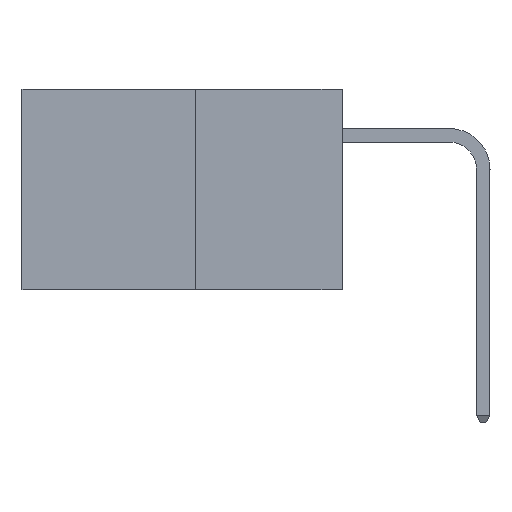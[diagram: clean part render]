
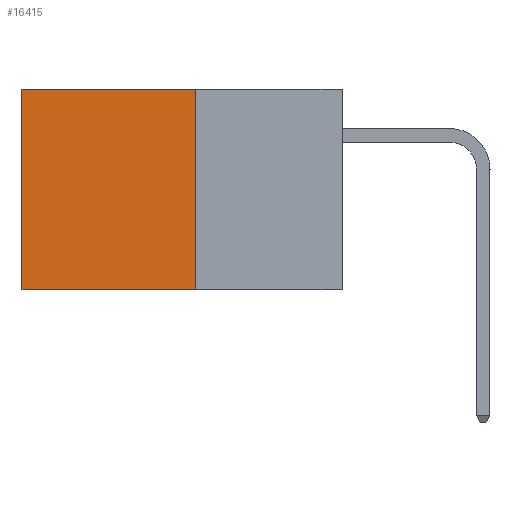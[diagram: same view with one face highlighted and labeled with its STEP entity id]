
A CAD part, left-side view. The second image highlights one B-rep face of the part: STEP entity #16415.
In plain terms, the highlighted planar face has unit normal (-1, 0, 0).
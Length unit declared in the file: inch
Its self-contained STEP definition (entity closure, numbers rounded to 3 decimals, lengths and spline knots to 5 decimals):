
#128 = VECTOR ( 'NONE', #4383, 39.37008 ) ;
#308 = CARTESIAN_POINT ( 'NONE',  ( 0.277, 0.27, -0.37 ) ) ;
#735 = LINE ( 'NONE', #10994, #8860 ) ;
#950 = ORIENTED_EDGE ( 'NONE', *, *, #7217, .T. ) ;
#1435 = ORIENTED_EDGE ( 'NONE', *, *, #15915, .F. ) ;
#1825 = DIRECTION ( 'NONE',  ( 0., 0., -1. ) ) ;
#2151 = ORIENTED_EDGE ( 'NONE', *, *, #17508, .F. ) ;
#2641 = EDGE_CURVE ( 'NONE', #10443, #7592, #735, .T. ) ;
#3573 = DIRECTION ( 'NONE',  ( 0., 0., -1. ) ) ;
#4229 = LINE ( 'NONE', #13455, #128 ) ;
#4383 = DIRECTION ( 'NONE',  ( 0., 1., 0. ) ) ;
#4416 = EDGE_LOOP ( 'NONE', ( #950, #2151, #1435, #16533 ) ) ;
#4500 = CARTESIAN_POINT ( 'NONE',  ( 0.277, 0.59, 0. ) ) ;
#5481 = VECTOR ( 'NONE', #3573, 39.37008 ) ;
#6643 = VECTOR ( 'NONE', #14644, 39.37008 ) ;
#7217 = EDGE_CURVE ( 'NONE', #7592, #14032, #7591, .T. ) ;
#7591 = LINE ( 'NONE', #16005, #6643 ) ;
#7592 = VERTEX_POINT ( 'NONE', #4500 ) ;
#7656 = AXIS2_PLACEMENT_3D ( 'NONE', #308, #10962, #1825 ) ;
#8860 = VECTOR ( 'NONE', #11578, 39.37008 ) ;
#10443 = VERTEX_POINT ( 'NONE', #19651 ) ;
#10962 = DIRECTION ( 'NONE',  ( 1., 0., 0. ) ) ;
#10994 = CARTESIAN_POINT ( 'NONE',  ( 0.277, 0.27, 0. ) ) ;
#11578 = DIRECTION ( 'NONE',  ( 0., 1., 0. ) ) ;
#11853 = CARTESIAN_POINT ( 'NONE',  ( 0.277, 0.59, -0.37 ) ) ;
#12068 = FACE_OUTER_BOUND ( 'NONE', #4416, .T. ) ;
#12479 = VERTEX_POINT ( 'NONE', #17615 ) ;
#13077 = LINE ( 'NONE', #18902, #5481 ) ;
#13455 = CARTESIAN_POINT ( 'NONE',  ( 0.277, 0.27, -0.37 ) ) ;
#14032 = VERTEX_POINT ( 'NONE', #11853 ) ;
#14644 = DIRECTION ( 'NONE',  ( 0., 0., -1. ) ) ;
#15536 = PLANE ( 'NONE',  #7656 ) ;
#15915 = EDGE_CURVE ( 'NONE', #10443, #12479, #13077, .T. ) ;
#16005 = CARTESIAN_POINT ( 'NONE',  ( 0.277, 0.59, -0.37 ) ) ;
#16415 = ADVANCED_FACE ( 'NONE', ( #12068 ), #15536, .F. ) ;
#16533 = ORIENTED_EDGE ( 'NONE', *, *, #2641, .T. ) ;
#17508 = EDGE_CURVE ( 'NONE', #12479, #14032, #4229, .T. ) ;
#17615 = CARTESIAN_POINT ( 'NONE',  ( 0.277, 0.27, -0.37 ) ) ;
#18902 = CARTESIAN_POINT ( 'NONE',  ( 0.277, 0.27, -0.37 ) ) ;
#19651 = CARTESIAN_POINT ( 'NONE',  ( 0.277, 0.27, 0. ) ) ;
